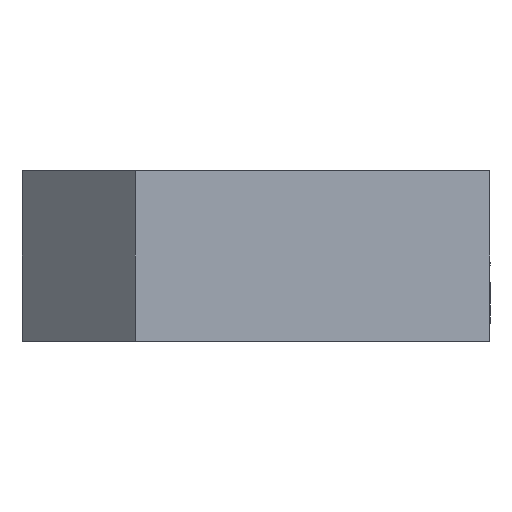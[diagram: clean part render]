
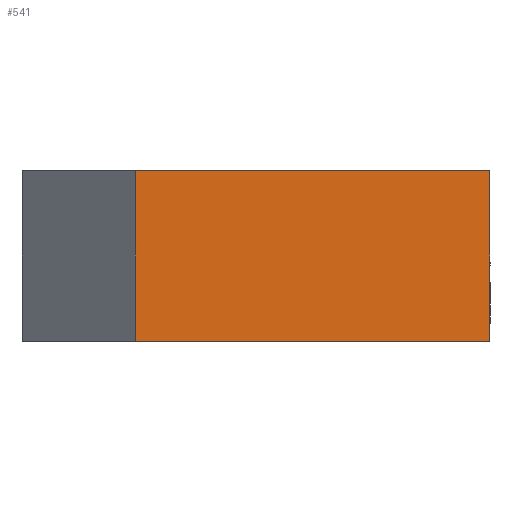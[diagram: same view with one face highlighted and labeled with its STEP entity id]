
A CAD part, left-side view. The second image highlights one B-rep face of the part: STEP entity #541.
In plain terms, the highlighted planar face has unit normal (-1, 0, 0).
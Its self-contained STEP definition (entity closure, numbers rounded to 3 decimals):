
#65 = ORIENTED_EDGE ( 'NONE', *, *, #914, .F. ) ;
#218 = DIRECTION ( 'NONE',  ( 0., 0., 1. ) ) ;
#237 = CARTESIAN_POINT ( 'NONE',  ( -15., 35.5, 0. ) ) ;
#243 = CARTESIAN_POINT ( 'NONE',  ( -15., 35.5, 6. ) ) ;
#263 = DIRECTION ( 'NONE',  ( 0., -1., 0. ) ) ;
#297 = CARTESIAN_POINT ( 'NONE',  ( -15., 48., -2. ) ) ;
#541 = ADVANCED_FACE ( 'NONE', ( #895 ), #2337, .F. ) ;
#607 = CARTESIAN_POINT ( 'NONE',  ( -15., 48., 6. ) ) ;
#685 = CARTESIAN_POINT ( 'NONE',  ( -15., 48., 0. ) ) ;
#719 = VERTEX_POINT ( 'NONE', #1898 ) ;
#739 = LINE ( 'NONE', #2238, #2110 ) ;
#822 = VERTEX_POINT ( 'NONE', #1184 ) ;
#828 = LINE ( 'NONE', #237, #2225 ) ;
#895 = FACE_OUTER_BOUND ( 'NONE', #2298, .T. ) ;
#914 = EDGE_CURVE ( 'NONE', #1926, #822, #2373, .T. ) ;
#1061 = DIRECTION ( 'NONE',  ( 1., 0., 0. ) ) ;
#1066 = VECTOR ( 'NONE', #263, 1000. ) ;
#1184 = CARTESIAN_POINT ( 'NONE',  ( -15., 35.5, 6. ) ) ;
#1241 = VECTOR ( 'NONE', #2143, 1000. ) ;
#1399 = DIRECTION ( 'NONE',  ( 0., 0., -1. ) ) ;
#1603 = CARTESIAN_POINT ( 'NONE',  ( -15., 35.5, 0. ) ) ;
#1633 = ORIENTED_EDGE ( 'NONE', *, *, #1670, .F. ) ;
#1670 = EDGE_CURVE ( 'NONE', #2100, #1926, #2288, .T. ) ;
#1721 = AXIS2_PLACEMENT_3D ( 'NONE', #1603, #1061, #1399 ) ;
#1736 = ORIENTED_EDGE ( 'NONE', *, *, #1903, .T. ) ;
#1884 = DIRECTION ( 'NONE',  ( 0., -1., 0. ) ) ;
#1898 = CARTESIAN_POINT ( 'NONE',  ( -15., 35.5, 0. ) ) ;
#1903 = EDGE_CURVE ( 'NONE', #2100, #719, #828, .T. ) ;
#1926 = VERTEX_POINT ( 'NONE', #607 ) ;
#2100 = VERTEX_POINT ( 'NONE', #685 ) ;
#2110 = VECTOR ( 'NONE', #218, 1000. ) ;
#2143 = DIRECTION ( 'NONE',  ( 0., 0., 1. ) ) ;
#2225 = VECTOR ( 'NONE', #1884, 1000. ) ;
#2238 = CARTESIAN_POINT ( 'NONE',  ( -15., 35.5, 0. ) ) ;
#2251 = EDGE_CURVE ( 'NONE', #719, #822, #739, .T. ) ;
#2288 = LINE ( 'NONE', #297, #1241 ) ;
#2298 = EDGE_LOOP ( 'NONE', ( #1736, #2348, #65, #1633 ) ) ;
#2337 = PLANE ( 'NONE',  #1721 ) ;
#2348 = ORIENTED_EDGE ( 'NONE', *, *, #2251, .T. ) ;
#2373 = LINE ( 'NONE', #243, #1066 ) ;
